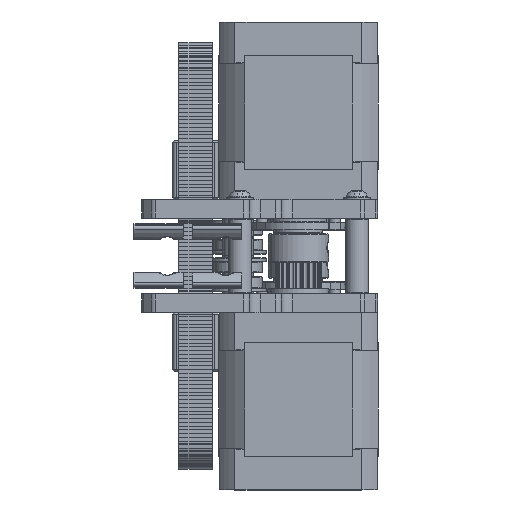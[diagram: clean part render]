
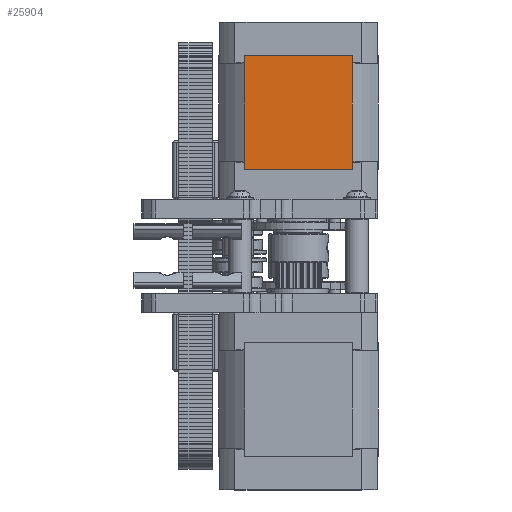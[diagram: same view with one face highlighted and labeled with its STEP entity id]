
A CAD part, left-side view. The second image highlights one B-rep face of the part: STEP entity #25904.
In plain terms, the highlighted face is planar.
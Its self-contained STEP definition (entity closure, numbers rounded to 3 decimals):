
#1720=PLANE('',#28160);
#2972=FACE_OUTER_BOUND('',#4412,.T.);
#4412=EDGE_LOOP('',(#23550,#23551,#23552,#23553,#23554,#23555,#23556,#23557,
#23558,#23559,#23560,#23561));
#7147=LINE('',#43768,#9951);
#7153=LINE('',#43798,#9957);
#7165=LINE('',#43836,#9969);
#7167=LINE('',#43841,#9971);
#7169=LINE('',#43847,#9973);
#7227=LINE('',#44053,#10031);
#7228=LINE('',#44058,#10032);
#7229=LINE('',#44062,#10033);
#7231=LINE('',#44070,#10035);
#7233=LINE('',#44074,#10037);
#7234=LINE('',#44076,#10038);
#7243=LINE('',#44107,#10047);
#9951=VECTOR('',#34515,5.724);
#9957=VECTOR('',#34539,30.2);
#9969=VECTOR('',#34579,0.1);
#9971=VECTOR('',#34583,5.724);
#9973=VECTOR('',#34589,0.1);
#10031=VECTOR('',#34787,30.2);
#10032=VECTOR('',#34794,17.012);
#10033=VECTOR('',#34799,0.1);
#10035=VECTOR('',#34805,0.1);
#10037=VECTOR('',#34811,5.724);
#10038=VECTOR('',#34814,5.724);
#10047=VECTOR('',#34849,17.012);
#13074=VERTEX_POINT('',#43765);
#13075=VERTEX_POINT('',#43767);
#13084=VERTEX_POINT('',#43797);
#13096=VERTEX_POINT('',#43834);
#13098=VERTEX_POINT('',#43840);
#13100=VERTEX_POINT('',#43846);
#13165=VERTEX_POINT('',#44050);
#13166=VERTEX_POINT('',#44052);
#13167=VERTEX_POINT('',#44056);
#13168=VERTEX_POINT('',#44060);
#13171=VERTEX_POINT('',#44067);
#13172=VERTEX_POINT('',#44069);
#16533=EDGE_CURVE('',#13074,#13075,#7147,.T.);
#16546=EDGE_CURVE('',#13075,#13084,#7153,.T.);
#16566=EDGE_CURVE('',#13074,#13096,#7165,.T.);
#16568=EDGE_CURVE('',#13084,#13098,#7167,.T.);
#16571=EDGE_CURVE('',#13100,#13098,#7169,.T.);
#16668=EDGE_CURVE('',#13166,#13165,#7227,.T.);
#16671=EDGE_CURVE('',#13096,#13167,#7228,.T.);
#16673=EDGE_CURVE('',#13167,#13168,#7229,.T.);
#16676=EDGE_CURVE('',#13172,#13171,#7231,.T.);
#16679=EDGE_CURVE('',#13165,#13172,#7233,.T.);
#16680=EDGE_CURVE('',#13168,#13166,#7234,.T.);
#16695=EDGE_CURVE('',#13171,#13100,#7243,.T.);
#23550=ORIENTED_EDGE('',*,*,#16671,.T.);
#23551=ORIENTED_EDGE('',*,*,#16673,.T.);
#23552=ORIENTED_EDGE('',*,*,#16680,.T.);
#23553=ORIENTED_EDGE('',*,*,#16668,.T.);
#23554=ORIENTED_EDGE('',*,*,#16679,.T.);
#23555=ORIENTED_EDGE('',*,*,#16676,.T.);
#23556=ORIENTED_EDGE('',*,*,#16695,.T.);
#23557=ORIENTED_EDGE('',*,*,#16571,.T.);
#23558=ORIENTED_EDGE('',*,*,#16568,.F.);
#23559=ORIENTED_EDGE('',*,*,#16546,.F.);
#23560=ORIENTED_EDGE('',*,*,#16533,.F.);
#23561=ORIENTED_EDGE('',*,*,#16566,.T.);
#25904=ADVANCED_FACE('',(#2972),#1720,.T.);
#28160=AXIS2_PLACEMENT_3D('',#44106,#34847,#34848);
#34515=DIRECTION('',(0.,1.,0.));
#34539=DIRECTION('',(0.,0.,-1.));
#34579=DIRECTION('',(0.,0.,1.));
#34583=DIRECTION('',(0.,-1.,0.));
#34589=DIRECTION('',(0.,0.,1.));
#34787=DIRECTION('',(0.,0.,-1.));
#34794=DIRECTION('',(0.,-1.,0.));
#34799=DIRECTION('',(0.,0.,-1.));
#34805=DIRECTION('',(0.,0.,-1.));
#34811=DIRECTION('',(0.,1.,0.));
#34814=DIRECTION('',(0.,-1.,0.));
#34847=DIRECTION('center_axis',(1.,0.,0.));
#34848=DIRECTION('ref_axis',(0.,0.,
-1.));
#34849=DIRECTION('',(0.,1.,0.));
#43765=CARTESIAN_POINT('',(21.1,8.506,10.66));
#43767=CARTESIAN_POINT('',(21.1,14.23,10.66));
#43768=CARTESIAN_POINT('',(21.1,8.506,10.66));
#43797=CARTESIAN_POINT('',(21.1,14.23,-19.54));
#43798=CARTESIAN_POINT('',(21.1,14.23,10.66));
#43834=CARTESIAN_POINT('',(21.1,8.506,10.76));
#43836=CARTESIAN_POINT('',(21.1,8.506,10.66));
#43840=CARTESIAN_POINT('',(21.1,8.506,-19.54));
#43841=CARTESIAN_POINT('',(21.1,14.23,-19.54));
#43846=CARTESIAN_POINT('',(21.1,8.506,-19.64));
#43847=CARTESIAN_POINT('',(21.1,8.506,-19.64));
#44050=CARTESIAN_POINT('',(21.1,-14.23,-19.54));
#44052=CARTESIAN_POINT('',(21.1,-14.23,10.66));
#44053=CARTESIAN_POINT('',(21.1,-14.23,10.66));
#44056=CARTESIAN_POINT('',(21.1,-8.506,10.76));
#44058=CARTESIAN_POINT('',(21.1,8.506,10.76));
#44060=CARTESIAN_POINT('',(21.1,-8.506,10.66));
#44062=CARTESIAN_POINT('',(21.1,-8.506,10.76));
#44067=CARTESIAN_POINT('',(21.1,-8.506,-19.64));
#44069=CARTESIAN_POINT('',(21.1,-8.506,-19.54));
#44070=CARTESIAN_POINT('',(21.1,-8.506,-19.54));
#44074=CARTESIAN_POINT('',(21.1,-14.23,-19.54));
#44076=CARTESIAN_POINT('',(21.1,-8.506,10.66));
#44106=CARTESIAN_POINT('Origin',(21.1,-14.231,10.761));
#44107=CARTESIAN_POINT('',(21.1,-8.506,-19.64));
